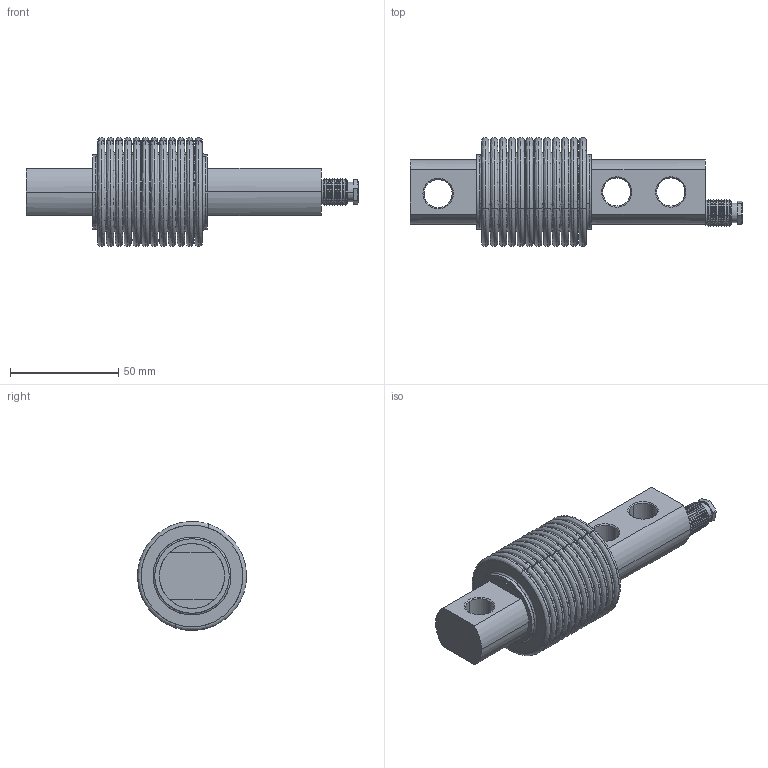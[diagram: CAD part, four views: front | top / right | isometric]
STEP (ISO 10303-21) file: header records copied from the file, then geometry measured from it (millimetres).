
FILE_DESCRIPTION (( 'STEP AP214' ), '1' );
FILE_NAME ('FCAL50.STEP', '2024-11-05T14:15:08', ( '' ), ( '' ), 'SwSTEP 2.0', 'SolidWorks 2021', '' );
FILE_SCHEMA (( 'AUTOMOTIVE_DESIGN' ));
Length unit declared in the file: inch
Products named in the file (1): FCAL50
Bounding box: 153.38 x 50.38 x 50.38 mm (x, y, z)
Volume: 86877.4 mm3; surface area: 75630.4 mm2
Topology: 2 solids, 3 shells, 378 faces, 990 edges, 630 vertices
Faces by surface type: bspline 162, cone 154, plane 32, cylinder 30
Entity records: 14609 total; most frequent: CARTESIAN_POINT 5273, DIRECTION 2140, ORIENTED_EDGE 1980, EDGE_CURVE 990, AXIS2_PLACEMENT_3D 973, CIRCLE 756, VERTEX_POINT 630, EDGE_LOOP 398
